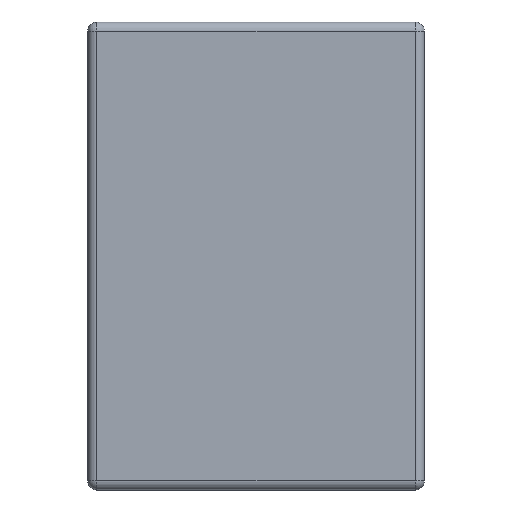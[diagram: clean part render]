
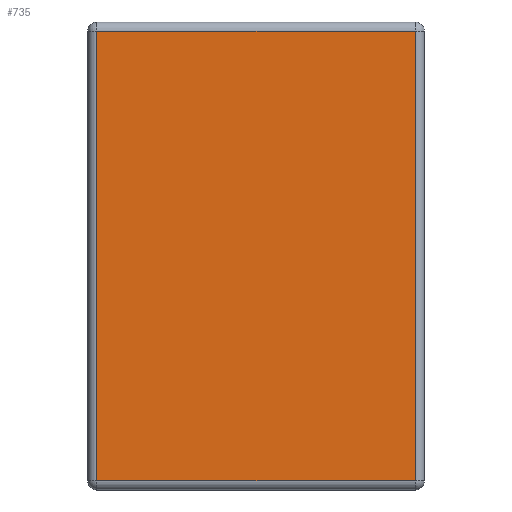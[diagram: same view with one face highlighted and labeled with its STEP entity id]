
A CAD part, left-side view. The second image highlights one B-rep face of the part: STEP entity #735.
In plain terms, the highlighted planar face has unit normal (-1, 0, 0).
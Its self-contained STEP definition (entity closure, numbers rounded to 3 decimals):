
#715 = EDGE_CURVE ( 'NONE', #740, #742, #1615, .T. ) ;
#716 = ORIENTED_EDGE ( 'NONE', *, *, #717, .T. ) ;
#717 = EDGE_CURVE ( 'NONE', #742, #718, #1611, .T. ) ;
#718 = VERTEX_POINT ( 'NONE', #1607 ) ;
#719 = ORIENTED_EDGE ( 'NONE', *, *, #720, .T. ) ;
#720 = EDGE_CURVE ( 'NONE', #718, #739, #1605, .T. ) ;
#735 = ADVANCED_FACE ( 'NONE', ( #1671 ), #1656, .F. ) ;
#736 = EDGE_LOOP ( 'NONE', ( #737, #741, #716, #719 ) ) ;
#737 = ORIENTED_EDGE ( 'NONE', *, *, #738, .T. ) ;
#738 = EDGE_CURVE ( 'NONE', #739, #740, #1651, .T. ) ;
#739 = VERTEX_POINT ( 'NONE', #1647 ) ;
#740 = VERTEX_POINT ( 'NONE', #1646 ) ;
#741 = ORIENTED_EDGE ( 'NONE', *, *, #715, .T. ) ;
#742 = VERTEX_POINT ( 'NONE', #963 ) ;
#963 = CARTESIAN_POINT ( 'NONE',  ( -1.6, 1.75, -1.2 ) ) ;
#1602 = DIRECTION ( 'NONE',  ( 0., 0., 1. ) ) ;
#1603 = VECTOR ( 'NONE', #1602, 1000. ) ;
#1604 = CARTESIAN_POINT ( 'NONE',  ( -1.6, 0.05, 1.25 ) ) ;
#1605 = LINE ( 'NONE', #1604, #1603 ) ;
#1607 = CARTESIAN_POINT ( 'NONE',  ( -1.6, 0.05, -1.2 ) ) ;
#1608 = DIRECTION ( 'NONE',  ( 0., -1., 0. ) ) ;
#1609 = VECTOR ( 'NONE', #1608, 1000. ) ;
#1610 = CARTESIAN_POINT ( 'NONE',  ( -1.6, 1.8, -1.2 ) ) ;
#1611 = LINE ( 'NONE', #1610, #1609 ) ;
#1612 = DIRECTION ( 'NONE',  ( 0., 0., -1. ) ) ;
#1613 = VECTOR ( 'NONE', #1612, 1000. ) ;
#1614 = CARTESIAN_POINT ( 'NONE',  ( -1.6, 1.75, 1.25 ) ) ;
#1615 = LINE ( 'NONE', #1614, #1613 ) ;
#1646 = CARTESIAN_POINT ( 'NONE',  ( -1.6, 1.75, 1.2 ) ) ;
#1647 = CARTESIAN_POINT ( 'NONE',  ( -1.6, 0.05, 1.2 ) ) ;
#1648 = DIRECTION ( 'NONE',  ( 0., 1., 0. ) ) ;
#1649 = VECTOR ( 'NONE', #1648, 1000. ) ;
#1650 = CARTESIAN_POINT ( 'NONE',  ( -1.6, 1.8, 1.2 ) ) ;
#1651 = LINE ( 'NONE', #1650, #1649 ) ;
#1652 = DIRECTION ( 'NONE',  ( 0., 0., -1. ) ) ;
#1653 = DIRECTION ( 'NONE',  ( 1., 0., 0. ) ) ;
#1654 = CARTESIAN_POINT ( 'NONE',  ( -1.6, 1.8, 1.25 ) ) ;
#1655 = AXIS2_PLACEMENT_3D ( 'NONE', #1654, #1653, #1652 ) ;
#1656 = PLANE ( 'NONE',  #1655 ) ;
#1671 = FACE_OUTER_BOUND ( 'NONE', #736, .T. ) ;
